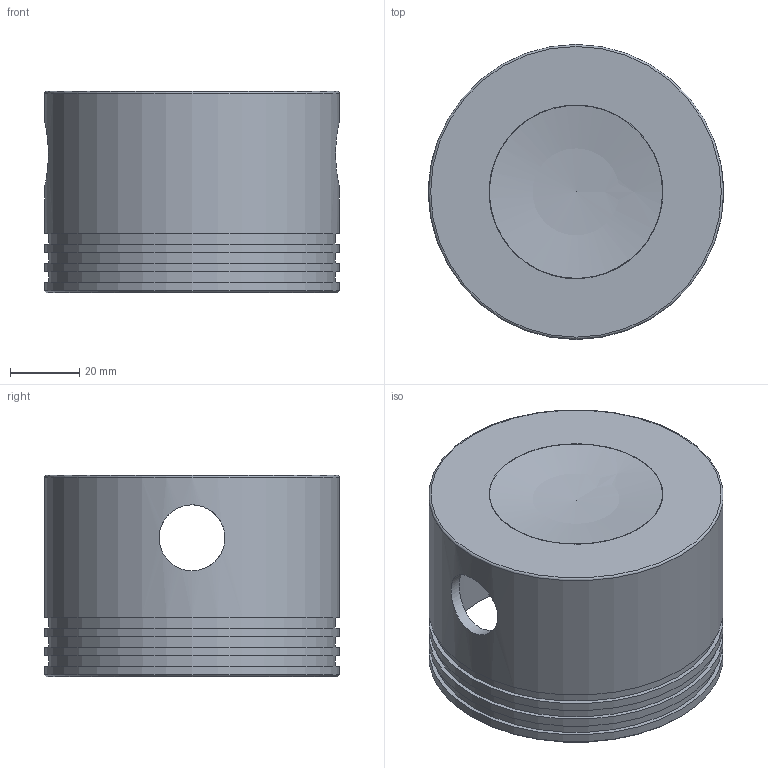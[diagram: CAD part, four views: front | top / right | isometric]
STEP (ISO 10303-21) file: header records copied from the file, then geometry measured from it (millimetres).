
FILE_DESCRIPTION(('FreeCAD Model'),'2;1');
FILE_NAME('Open CASCADE Shape Model','2025-09-22T13:05:37',('FreeCAD'),( 'FreeCAD'),'Open CASCADE STEP processor 7.8','FreeCAD','Unknown');
FILE_SCHEMA(('AUTOMOTIVE_DESIGN { 1 0 10303 214 1 1 1 1 }'));
Length unit declared in the file: millimetre
Products named in the file (1): Open CASCADE STEP translator 7.8 2
Bounding box: 85 x 85 x 58 mm (x, y, z)
Volume: 69888.3 mm3; surface area: 40546.1 mm2
Topology: 1 solids, 1 shells, 24 faces, 45 edges, 28 vertices
Faces by surface type: cylinder 10, plane 9, cone 2, torus 1, bspline 1, sphere 1
Full cylindrical faces by diameter (mm): 19 x2, 78.6 x1, 82.6 x3, 85 x4
Entity records: 1189 total; most frequent: CARTESIAN_POINT 696, DIRECTION 104, ORIENTED_EDGE 88, AXIS2_PLACEMENT_3D 45, EDGE_CURVE 44, FACE_BOUND 34, EDGE_LOOP 34, VERTEX_POINT 28
